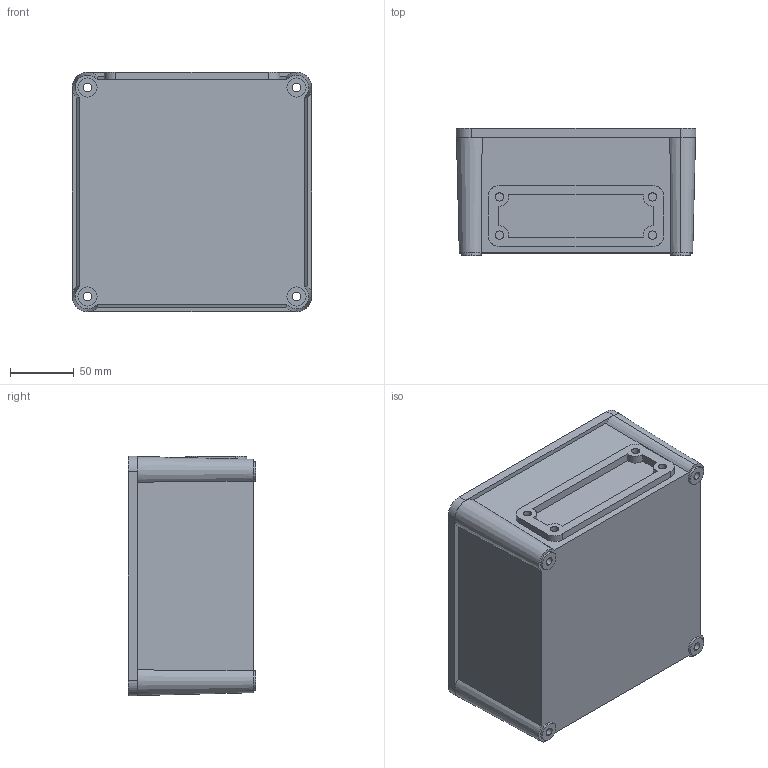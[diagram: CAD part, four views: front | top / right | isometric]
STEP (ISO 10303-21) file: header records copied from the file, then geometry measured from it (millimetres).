
FILE_DESCRIPTION (( 'STEP AP214' ), '1' );
FILE_NAME ('Fibox_EKHS_190x190x100_B.STEP', '2010-08-30T07:52:11', ( '' ), ( '' ), 'SwSTEP 2.0', 'SolidWorks 2010', '' );
FILE_SCHEMA (( 'AUTOMOTIVE_DESIGN' ));
Length unit declared in the file: millimetre
Products named in the file (1): Fibox_EKHS_190x190x100_B
Bounding box: 188 x 100 x 188 mm (x, y, z)
Volume: 401889.4 mm3; surface area: 230459.3 mm2
Topology: 1 solids, 1 shells, 450 faces, 1068 edges, 704 vertices
Faces by surface type: cylinder 230, plane 201, cone 19
Entity records: 13654 total; most frequent: DIRECTION 2440, CARTESIAN_POINT 2259, ORIENTED_EDGE 2136, EDGE_CURVE 1068, AXIS2_PLACEMENT_3D 933, VERTEX_POINT 704, VECTOR 574, LINE 574
